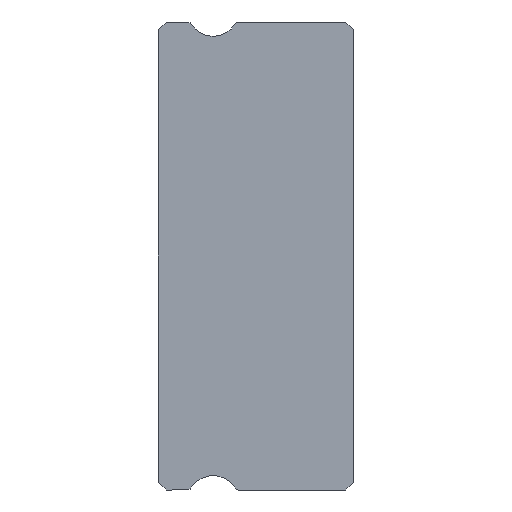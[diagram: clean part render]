
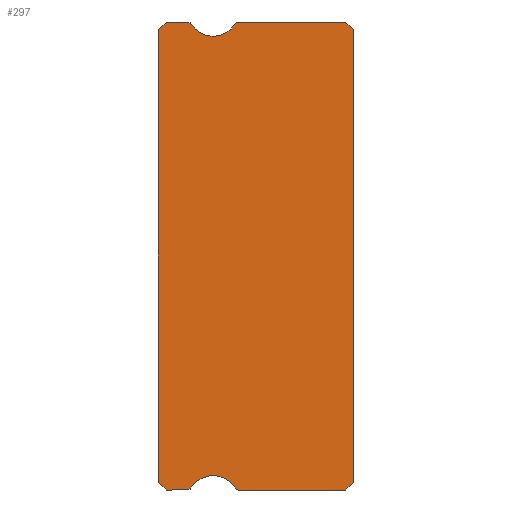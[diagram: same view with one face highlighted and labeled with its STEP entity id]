
A CAD part, left-side view. The second image highlights one B-rep face of the part: STEP entity #297.
In plain terms, the highlighted planar face has unit normal (-1, 0, 0).
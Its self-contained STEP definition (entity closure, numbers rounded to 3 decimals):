
#17 = EDGE_CURVE ( 'NONE', #1651, #4283, #4610, .T. ) ;
#83 = CARTESIAN_POINT ( 'NONE',  ( -10., 4.419, -8.85 ) ) ;
#86 = AXIS2_PLACEMENT_3D ( 'NONE', #1392, #668, #1123 ) ;
#129 = CARTESIAN_POINT ( 'NONE',  ( -10., 0., 8.7 ) ) ;
#169 = DIRECTION ( 'NONE',  ( -1., 0., 0. ) ) ;
#233 = DIRECTION ( 'NONE',  ( 0., -1., 0. ) ) ;
#263 = CARTESIAN_POINT ( 'NONE',  ( -10., 0.3, 9. ) ) ;
#267 = EDGE_CURVE ( 'NONE', #2946, #1820, #1594, .T. ) ;
#297 = ADVANCED_FACE ( 'NONE', ( #4321 ), #4701, .F. ) ;
#299 = CARTESIAN_POINT ( 'NONE',  ( -10., 0., 8.7 ) ) ;
#340 = CARTESIAN_POINT ( 'NONE',  ( -10., 4.547, -8.928 ) ) ;
#378 = LINE ( 'NONE', #768, #3307 ) ;
#438 = CARTESIAN_POINT ( 'NONE',  ( -10., 7.5, 8.7 ) ) ;
#452 = LINE ( 'NONE', #129, #2969 ) ;
#453 = CARTESIAN_POINT ( 'NONE',  ( -10., 5.4, 9.45 ) ) ;
#480 = CARTESIAN_POINT ( 'NONE',  ( -10., 4.419, -9. ) ) ;
#522 = CIRCLE ( 'NONE', #1669, 0.15 ) ;
#580 = CARTESIAN_POINT ( 'NONE',  ( -10., 6.381, 9. ) ) ;
#592 = AXIS2_PLACEMENT_3D ( 'NONE', #83, #1642, #4343 ) ;
#601 = VERTEX_POINT ( 'NONE', #3930 ) ;
#647 = VECTOR ( 'NONE', #885, 1000. ) ;
#668 = DIRECTION ( 'NONE',  ( -1., 0., 0. ) ) ;
#681 = ORIENTED_EDGE ( 'NONE', *, *, #708, .F. ) ;
#708 = EDGE_CURVE ( 'NONE', #4283, #1516, #2750, .T. ) ;
#716 = ORIENTED_EDGE ( 'NONE', *, *, #3284, .F. ) ;
#728 = AXIS2_PLACEMENT_3D ( 'NONE', #3500, #1245, #4681 ) ;
#734 = VECTOR ( 'NONE', #794, 1000. ) ;
#768 = CARTESIAN_POINT ( 'NONE',  ( -10., 7.2, 9. ) ) ;
#782 = VERTEX_POINT ( 'NONE', #3636 ) ;
#794 = DIRECTION ( 'NONE',  ( 0., -1., 0. ) ) ;
#885 = DIRECTION ( 'NONE',  ( 0., 0., 1. ) ) ;
#954 = DIRECTION ( 'NONE',  ( 1., 0., 0. ) ) ;
#963 = EDGE_CURVE ( 'NONE', #4965, #1895, #1489, .T. ) ;
#999 = ORIENTED_EDGE ( 'NONE', *, *, #2093, .F. ) ;
#1001 = ORIENTED_EDGE ( 'NONE', *, *, #1731, .F. ) ;
#1049 = LINE ( 'NONE', #263, #1388 ) ;
#1054 = VERTEX_POINT ( 'NONE', #480 ) ;
#1060 = CIRCLE ( 'NONE', #728, 0.15 ) ;
#1090 = CIRCLE ( 'NONE', #592, 0.15 ) ;
#1097 = DIRECTION ( 'NONE',  ( 1., 0., 0. ) ) ;
#1123 = DIRECTION ( 'NONE',  ( 0., 0., -1. ) ) ;
#1207 = EDGE_CURVE ( 'NONE', #3577, #1820, #522, .T. ) ;
#1233 = VECTOR ( 'NONE', #4106, 1000. ) ;
#1245 = DIRECTION ( 'NONE',  ( 1., 0., 0. ) ) ;
#1261 = DIRECTION ( 'NONE',  ( 0., 0., -1. ) ) ;
#1290 = VERTEX_POINT ( 'NONE', #1627 ) ;
#1382 = LINE ( 'NONE', #580, #4334 ) ;
#1388 = VECTOR ( 'NONE', #4119, 1000. ) ;
#1392 = CARTESIAN_POINT ( 'NONE',  ( -10., 5.4, -9.45 ) ) ;
#1489 = LINE ( 'NONE', #4960, #3328 ) ;
#1516 = VERTEX_POINT ( 'NONE', #2596 ) ;
#1594 = LINE ( 'NONE', #3104, #734 ) ;
#1627 = CARTESIAN_POINT ( 'NONE',  ( -10., 0.3, 9. ) ) ;
#1642 = DIRECTION ( 'NONE',  ( 1., 0., 0. ) ) ;
#1651 = VERTEX_POINT ( 'NONE', #3565 ) ;
#1660 = VECTOR ( 'NONE', #4175, 1000. ) ;
#1669 = AXIS2_PLACEMENT_3D ( 'NONE', #3372, #1097, #4900 ) ;
#1731 = EDGE_CURVE ( 'NONE', #1054, #2446, #1090, .T. ) ;
#1809 = ORIENTED_EDGE ( 'NONE', *, *, #17, .F. ) ;
#1820 = VERTEX_POINT ( 'NONE', #1844 ) ;
#1844 = CARTESIAN_POINT ( 'NONE',  ( -10., 6.381, -9. ) ) ;
#1853 = ORIENTED_EDGE ( 'NONE', *, *, #4556, .T. ) ;
#1866 = ORIENTED_EDGE ( 'NONE', *, *, #2706, .F. ) ;
#1895 = VERTEX_POINT ( 'NONE', #438 ) ;
#1995 = CARTESIAN_POINT ( 'NONE',  ( -10., 7.2, -9. ) ) ;
#2007 = VERTEX_POINT ( 'NONE', #4485 ) ;
#2062 = LINE ( 'NONE', #3585, #647 ) ;
#2093 = EDGE_CURVE ( 'NONE', #4467, #3424, #4457, .T. ) ;
#2103 = VERTEX_POINT ( 'NONE', #299 ) ;
#2104 = CARTESIAN_POINT ( 'NONE',  ( -10., 6.381, -9. ) ) ;
#2114 = ORIENTED_EDGE ( 'NONE', *, *, #3215, .T. ) ;
#2178 = DIRECTION ( 'NONE',  ( 0., 0., -1. ) ) ;
#2209 = CARTESIAN_POINT ( 'NONE',  ( -10., 7.2, -9. ) ) ;
#2327 = CARTESIAN_POINT ( 'NONE',  ( -10., 7.2, 9. ) ) ;
#2332 = DIRECTION ( 'NONE',  ( 0., 1., 0. ) ) ;
#2350 = AXIS2_PLACEMENT_3D ( 'NONE', #3965, #3128, #2809 ) ;
#2393 = ORIENTED_EDGE ( 'NONE', *, *, #4731, .F. ) ;
#2446 = VERTEX_POINT ( 'NONE', #340 ) ;
#2492 = DIRECTION ( 'NONE',  ( 0., 0., -1. ) ) ;
#2596 = CARTESIAN_POINT ( 'NONE',  ( -10., 4.547, 8.928 ) ) ;
#2634 = CARTESIAN_POINT ( 'NONE',  ( -10., 0.3, -9. ) ) ;
#2687 = DIRECTION ( 'NONE',  ( 0., 0.707, -0.707 ) ) ;
#2706 = EDGE_CURVE ( 'NONE', #1516, #601, #3970, .T. ) ;
#2750 = CIRCLE ( 'NONE', #4045, 1. ) ;
#2809 = DIRECTION ( 'NONE',  ( 0., 0., -1. ) ) ;
#2826 = ORIENTED_EDGE ( 'NONE', *, *, #963, .T. ) ;
#2831 = EDGE_CURVE ( 'NONE', #782, #2946, #4205, .T. ) ;
#2932 = VECTOR ( 'NONE', #3797, 1000. ) ;
#2935 = ORIENTED_EDGE ( 'NONE', *, *, #2831, .T. ) ;
#2946 = VERTEX_POINT ( 'NONE', #1995 ) ;
#2948 = LINE ( 'NONE', #2104, #1233 ) ;
#2969 = VECTOR ( 'NONE', #3511, 1000. ) ;
#3006 = CARTESIAN_POINT ( 'NONE',  ( -10., 5.4, 8.45 ) ) ;
#3009 = AXIS2_PLACEMENT_3D ( 'NONE', #3317, #954, #2492 ) ;
#3104 = CARTESIAN_POINT ( 'NONE',  ( -10., 6.381, -9. ) ) ;
#3128 = DIRECTION ( 'NONE',  ( 1., 0., 0. ) ) ;
#3139 = ORIENTED_EDGE ( 'NONE', *, *, #4113, .F. ) ;
#3215 = EDGE_CURVE ( 'NONE', #4467, #2103, #452, .T. ) ;
#3284 = EDGE_CURVE ( 'NONE', #601, #1290, #1382, .T. ) ;
#3307 = VECTOR ( 'NONE', #2332, 1000. ) ;
#3317 = CARTESIAN_POINT ( 'NONE',  ( -10., 4.419, 8.85 ) ) ;
#3328 = VECTOR ( 'NONE', #2687, 1000. ) ;
#3372 = CARTESIAN_POINT ( 'NONE',  ( -10., 6.381, -8.85 ) ) ;
#3424 = VERTEX_POINT ( 'NONE', #2634 ) ;
#3463 = DIRECTION ( 'NONE',  ( -1., 0., 0. ) ) ;
#3500 = CARTESIAN_POINT ( 'NONE',  ( -10., 6.381, 8.85 ) ) ;
#3511 = DIRECTION ( 'NONE',  ( 0., 0., 1. ) ) ;
#3565 = CARTESIAN_POINT ( 'NONE',  ( -10., 6.253, 8.928 ) ) ;
#3566 = ORIENTED_EDGE ( 'NONE', *, *, #1207, .F. ) ;
#3577 = VERTEX_POINT ( 'NONE', #4240 ) ;
#3585 = CARTESIAN_POINT ( 'NONE',  ( -10., 7.5, 8.85 ) ) ;
#3636 = CARTESIAN_POINT ( 'NONE',  ( -10., 7.5, -8.7 ) ) ;
#3785 = CIRCLE ( 'NONE', #86, 1. ) ;
#3797 = DIRECTION ( 'NONE',  ( 0., 0.707, -0.707 ) ) ;
#3924 = ORIENTED_EDGE ( 'NONE', *, *, #4551, .F. ) ;
#3930 = CARTESIAN_POINT ( 'NONE',  ( -10., 4.419, 9. ) ) ;
#3965 = CARTESIAN_POINT ( 'NONE',  ( -10., 6.381, 8.85 ) ) ;
#3970 = CIRCLE ( 'NONE', #3009, 0.15 ) ;
#3978 = EDGE_LOOP ( 'NONE', ( #3139, #2935, #4455, #3566, #3924, #1001, #2393, #999, #2114, #4328, #716, #1866, #681, #1809, #4707, #1853, #2826 ) ) ;
#4014 = EDGE_CURVE ( 'NONE', #2007, #1651, #1060, .T. ) ;
#4045 = AXIS2_PLACEMENT_3D ( 'NONE', #453, #3463, #1261 ) ;
#4106 = DIRECTION ( 'NONE',  ( 0., 1., 0. ) ) ;
#4113 = EDGE_CURVE ( 'NONE', #782, #1895, #2062, .T. ) ;
#4119 = DIRECTION ( 'NONE',  ( 0., -0.707, -0.707 ) ) ;
#4143 = CARTESIAN_POINT ( 'NONE',  ( -10., 0., -8.7 ) ) ;
#4175 = DIRECTION ( 'NONE',  ( 0., -0.707, -0.707 ) ) ;
#4205 = LINE ( 'NONE', #2209, #1660 ) ;
#4240 = CARTESIAN_POINT ( 'NONE',  ( -10., 6.253, -8.928 ) ) ;
#4283 = VERTEX_POINT ( 'NONE', #3006 ) ;
#4321 = FACE_OUTER_BOUND ( 'NONE', #3978, .T. ) ;
#4328 = ORIENTED_EDGE ( 'NONE', *, *, #4844, .F. ) ;
#4334 = VECTOR ( 'NONE', #233, 1000. ) ;
#4343 = DIRECTION ( 'NONE',  ( 0., 0., -1. ) ) ;
#4455 = ORIENTED_EDGE ( 'NONE', *, *, #267, .T. ) ;
#4457 = LINE ( 'NONE', #4582, #2932 ) ;
#4467 = VERTEX_POINT ( 'NONE', #4143 ) ;
#4485 = CARTESIAN_POINT ( 'NONE',  ( -10., 6.381, 9. ) ) ;
#4551 = EDGE_CURVE ( 'NONE', #2446, #3577, #3785, .T. ) ;
#4556 = EDGE_CURVE ( 'NONE', #2007, #4965, #378, .T. ) ;
#4582 = CARTESIAN_POINT ( 'NONE',  ( -10., 0., -8.7 ) ) ;
#4610 = CIRCLE ( 'NONE', #4859, 1. ) ;
#4681 = DIRECTION ( 'NONE',  ( 0., 0., -1. ) ) ;
#4701 = PLANE ( 'NONE',  #2350 ) ;
#4707 = ORIENTED_EDGE ( 'NONE', *, *, #4014, .F. ) ;
#4731 = EDGE_CURVE ( 'NONE', #3424, #1054, #2948, .T. ) ;
#4844 = EDGE_CURVE ( 'NONE', #1290, #2103, #1049, .T. ) ;
#4859 = AXIS2_PLACEMENT_3D ( 'NONE', #4867, #169, #2178 ) ;
#4867 = CARTESIAN_POINT ( 'NONE',  ( -10., 5.4, 9.45 ) ) ;
#4900 = DIRECTION ( 'NONE',  ( 0., 0., -1. ) ) ;
#4960 = CARTESIAN_POINT ( 'NONE',  ( -10., 7.5, 8.7 ) ) ;
#4965 = VERTEX_POINT ( 'NONE', #2327 ) ;
